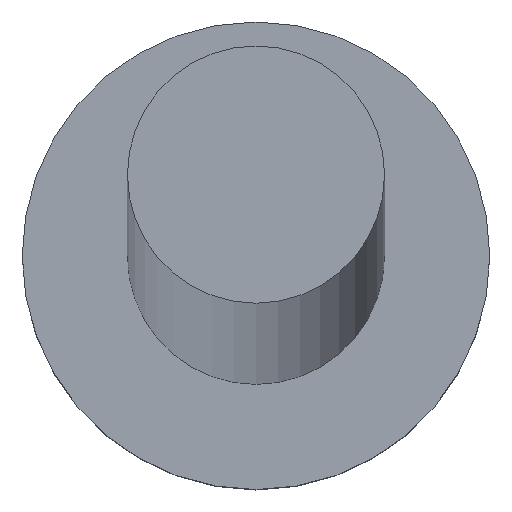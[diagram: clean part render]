
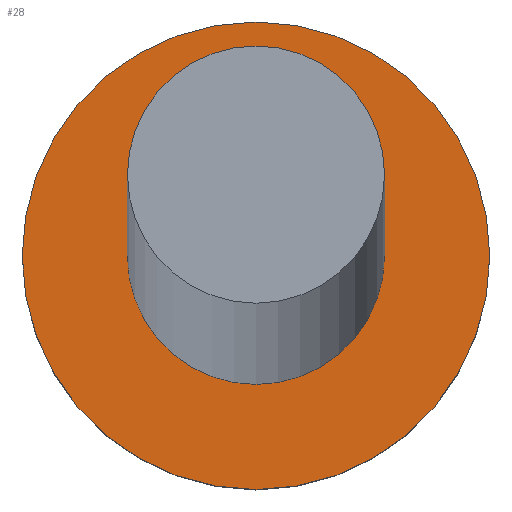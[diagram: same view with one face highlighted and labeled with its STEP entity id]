
A CAD part, top view. The second image highlights one B-rep face of the part: STEP entity #28.
In plain terms, the highlighted planar face has unit normal (0, 0, 1).
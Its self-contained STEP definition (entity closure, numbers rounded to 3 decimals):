
#1 = VERTEX_POINT ( 'NONE', #32 ) ;
#6 = EDGE_CURVE ( 'NONE', #1, #250, #97, .T. ) ;
#28 = ADVANCED_FACE ( 'NONE', ( #65, #130 ), #143, .T. ) ;
#32 = CARTESIAN_POINT ( 'NONE',  ( -2., 0., 2. ) ) ;
#45 = CARTESIAN_POINT ( 'NONE',  ( 0., 0., 2. ) ) ;
#54 = AXIS2_PLACEMENT_3D ( 'NONE', #197, #73, #168 ) ;
#56 = CIRCLE ( 'NONE', #54, 2. ) ;
#60 = ORIENTED_EDGE ( 'NONE', *, *, #77, .F. ) ;
#64 = DIRECTION ( 'NONE',  ( 0., 0., 1. ) ) ;
#65 = FACE_BOUND ( 'NONE', #104, .T. ) ;
#73 = DIRECTION ( 'NONE',  ( 0., 0., 1. ) ) ;
#77 = EDGE_CURVE ( 'NONE', #167, #236, #229, .T. ) ;
#78 = ORIENTED_EDGE ( 'NONE', *, *, #208, .T. ) ;
#91 = DIRECTION ( 'NONE',  ( 1., 0., 0. ) ) ;
#97 = CIRCLE ( 'NONE', #169, 2. ) ;
#104 = EDGE_LOOP ( 'NONE', ( #60, #239 ) ) ;
#105 = EDGE_CURVE ( 'NONE', #236, #167, #123, .T. ) ;
#109 = DIRECTION ( 'NONE',  ( 1., 0., 0. ) ) ;
#117 = CARTESIAN_POINT ( 'NONE',  ( 1.1, 0., 2. ) ) ;
#123 = CIRCLE ( 'NONE', #234, 1.1 ) ;
#130 = FACE_OUTER_BOUND ( 'NONE', #215, .T. ) ;
#134 = CARTESIAN_POINT ( 'NONE',  ( 2., 0., 2. ) ) ;
#141 = CARTESIAN_POINT ( 'NONE',  ( 0., 0., 2. ) ) ;
#143 = PLANE ( 'NONE',  #210 ) ;
#161 = DIRECTION ( 'NONE',  ( 0., 0., 1. ) ) ;
#167 = VERTEX_POINT ( 'NONE', #176 ) ;
#168 = DIRECTION ( 'NONE',  ( 1., 0., 0. ) ) ;
#169 = AXIS2_PLACEMENT_3D ( 'NONE', #45, #161, #243 ) ;
#175 = DIRECTION ( 'NONE',  ( 1., 0., 0. ) ) ;
#176 = CARTESIAN_POINT ( 'NONE',  ( -1.1, 0., 2. ) ) ;
#181 = DIRECTION ( 'NONE',  ( 0., 0., 1. ) ) ;
#197 = CARTESIAN_POINT ( 'NONE',  ( 0., 0., 2. ) ) ;
#201 = AXIS2_PLACEMENT_3D ( 'NONE', #141, #64, #109 ) ;
#205 = DIRECTION ( 'NONE',  ( 0., 0., 1. ) ) ;
#208 = EDGE_CURVE ( 'NONE', #250, #1, #56, .T. ) ;
#210 = AXIS2_PLACEMENT_3D ( 'NONE', #222, #205, #175 ) ;
#215 = EDGE_LOOP ( 'NONE', ( #233, #78 ) ) ;
#222 = CARTESIAN_POINT ( 'NONE',  ( 0., 0., 2. ) ) ;
#229 = CIRCLE ( 'NONE', #201, 1.1 ) ;
#233 = ORIENTED_EDGE ( 'NONE', *, *, #6, .T. ) ;
#234 = AXIS2_PLACEMENT_3D ( 'NONE', #249, #181, #91 ) ;
#236 = VERTEX_POINT ( 'NONE', #117 ) ;
#239 = ORIENTED_EDGE ( 'NONE', *, *, #105, .F. ) ;
#243 = DIRECTION ( 'NONE',  ( 1., 0., 0. ) ) ;
#249 = CARTESIAN_POINT ( 'NONE',  ( 0., 0., 2. ) ) ;
#250 = VERTEX_POINT ( 'NONE', #134 ) ;
